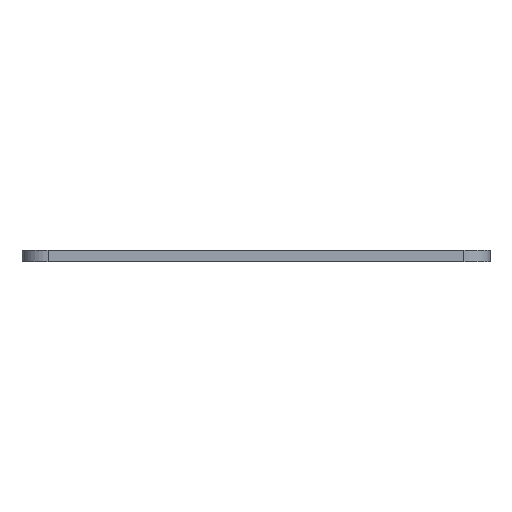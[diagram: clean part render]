
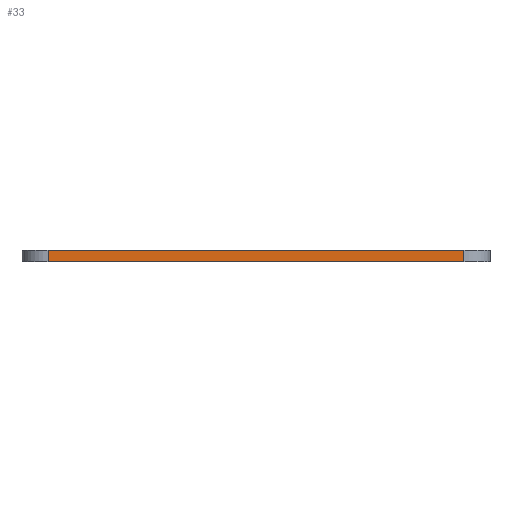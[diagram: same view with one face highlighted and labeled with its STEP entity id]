
A CAD part, left-side view. The second image highlights one B-rep face of the part: STEP entity #33.
In plain terms, the highlighted planar face has unit normal (-1, 0, 0).
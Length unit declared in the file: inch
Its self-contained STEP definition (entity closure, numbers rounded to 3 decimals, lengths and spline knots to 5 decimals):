
#10 = VECTOR ( 'NONE', #392, 39.37008 ) ;
#21 = PLANE ( 'NONE',  #84 ) ;
#28 = CARTESIAN_POINT ( 'NONE',  ( -4., 2., 0.11 ) ) ;
#33 = ADVANCED_FACE ( 'NONE', ( #979 ), #21, .F. ) ;
#41 = DIRECTION ( 'NONE',  ( 0., 0., 1. ) ) ;
#84 = AXIS2_PLACEMENT_3D ( 'NONE', #1570, #387, #1222 ) ;
#111 = EDGE_CURVE ( 'NONE', #771, #1373, #285, .T. ) ;
#119 = DIRECTION ( 'NONE',  ( 0., -1., 0. ) ) ;
#238 = EDGE_CURVE ( 'NONE', #1373, #845, #1483, .T. ) ;
#285 = LINE ( 'NONE', #28, #10 ) ;
#325 = EDGE_CURVE ( 'NONE', #845, #513, #625, .T. ) ;
#381 = EDGE_LOOP ( 'NONE', ( #1184, #670, #1533, #1422 ) ) ;
#387 = DIRECTION ( 'NONE',  ( 1., 0., 0. ) ) ;
#392 = DIRECTION ( 'NONE',  ( 0., 0., -1. ) ) ;
#513 = VERTEX_POINT ( 'NONE', #1292 ) ;
#544 = VECTOR ( 'NONE', #41, 39.37008 ) ;
#625 = LINE ( 'NONE', #1141, #544 ) ;
#670 = ORIENTED_EDGE ( 'NONE', *, *, #325, .T. ) ;
#771 = VERTEX_POINT ( 'NONE', #1251 ) ;
#808 = DIRECTION ( 'NONE',  ( 0., -1., 0. ) ) ;
#845 = VERTEX_POINT ( 'NONE', #1179 ) ;
#855 = CARTESIAN_POINT ( 'NONE',  ( -4., -2.25, 0. ) ) ;
#873 = VECTOR ( 'NONE', #119, 39.37008 ) ;
#979 = FACE_OUTER_BOUND ( 'NONE', #381, .T. ) ;
#1094 = VECTOR ( 'NONE', #808, 39.37008 ) ;
#1141 = CARTESIAN_POINT ( 'NONE',  ( -4., -2., 0.11 ) ) ;
#1179 = CARTESIAN_POINT ( 'NONE',  ( -4., -2., 0. ) ) ;
#1184 = ORIENTED_EDGE ( 'NONE', *, *, #238, .T. ) ;
#1205 = LINE ( 'NONE', #1550, #1094 ) ;
#1222 = DIRECTION ( 'NONE',  ( 0., 0., -1. ) ) ;
#1251 = CARTESIAN_POINT ( 'NONE',  ( -4., 2., 0.11 ) ) ;
#1292 = CARTESIAN_POINT ( 'NONE',  ( -4., -2., 0.11 ) ) ;
#1317 = EDGE_CURVE ( 'NONE', #771, #513, #1205, .T. ) ;
#1373 = VERTEX_POINT ( 'NONE', #1427 ) ;
#1422 = ORIENTED_EDGE ( 'NONE', *, *, #111, .T. ) ;
#1427 = CARTESIAN_POINT ( 'NONE',  ( -4., 2., 0. ) ) ;
#1483 = LINE ( 'NONE', #855, #873 ) ;
#1533 = ORIENTED_EDGE ( 'NONE', *, *, #1317, .F. ) ;
#1550 = CARTESIAN_POINT ( 'NONE',  ( -4., -2.25, 0.11 ) ) ;
#1570 = CARTESIAN_POINT ( 'NONE',  ( -4., -2.25, 0.11 ) ) ;
